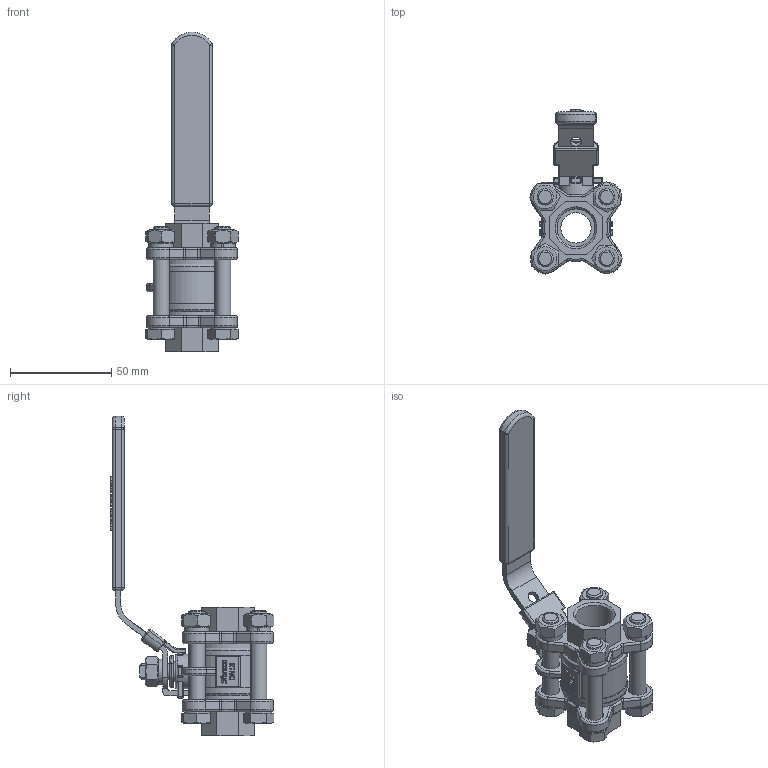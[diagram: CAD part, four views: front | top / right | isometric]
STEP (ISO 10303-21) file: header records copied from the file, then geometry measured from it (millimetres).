
FILE_DESCRIPTION(/* description */ ('790004'),/* implementation_level */ '2;1');
FILE_NAME(/* name */ '790004.stp',/* time_stamp */ '2019-10-01T13:40:05+02:00',/* author */ ('jmorand'),/* organization */ ('Sferaco'),/* preprocessor_version */ 'ST-DEVELOPER v18',/* originating_system */ 'Autodesk Inventor 2020',/* authorisation */ '');
FILE_SCHEMA (('AUTOMOTIVE_DESIGN { 1 0 10303 214 3 1 1 }'));
Length unit declared in the file: millimetre
Products named in the file (1): 790004C_ens_Shrinkwrap_1
Bounding box: 45.42 x 80.71 x 157.65 mm (x, y, z)
Volume: 72994.2 mm3; surface area: 47285.5 mm2
Topology: 23 solids, 23 shells, 1228 faces, 3072 edges, 1936 vertices
Faces by surface type: plane 518, bspline 285, cylinder 247, torus 100, cone 52, sphere 26
Full cylindrical faces by diameter (mm): 5.5 x1, 6.647 x5, 8 x6, 8.376 x1, 9 x9, 10 x1, 13 x4, 15 x3, 18.631 x2, 31 x2, 33 x2
Entity records: 40858 total; most frequent: CARTESIAN_POINT 12044, ORIENTED_EDGE 6136, DIRECTION 4986, EDGE_CURVE 3068, VERTEX_POINT 1936, AXIS2_PLACEMENT_3D 1720, LINE 1546, VECTOR 1546
